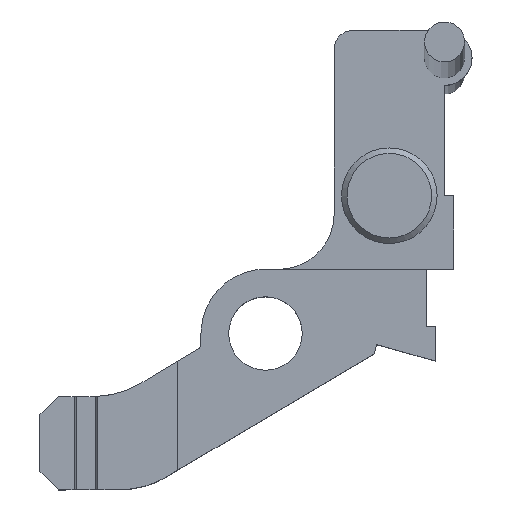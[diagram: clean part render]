
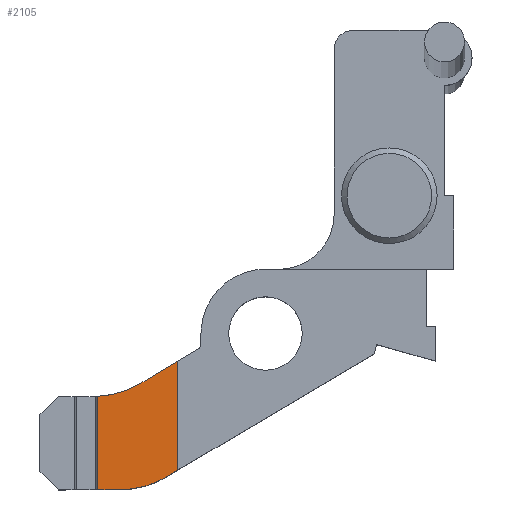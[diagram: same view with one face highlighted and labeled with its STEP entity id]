
A CAD part, top view. The second image highlights one B-rep face of the part: STEP entity #2105.
In plain terms, the highlighted planar face has unit normal (0, 0, 1).
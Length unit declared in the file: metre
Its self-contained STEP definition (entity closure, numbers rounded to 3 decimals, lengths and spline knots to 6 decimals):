
#163 = PLANE('',#164);
#164 = AXIS2_PLACEMENT_3D('',#165,#166,#167);
#165 = CARTESIAN_POINT('',(0.087,0.077,0.));
#166 = DIRECTION('',(0.509,-0.861,0.));
#167 = DIRECTION('',(-0.861,-0.509,0.));
#191 = PLANE('',#192);
#192 = AXIS2_PLACEMENT_3D('',#193,#194,#195);
#193 = CARTESIAN_POINT('',(0.075,0.12,
    0.08));
#194 = DIRECTION('',(-1.,-0.,0.));
#195 = DIRECTION('',(0.,-1.,-0.));
#219 = PLANE('',#220);
#220 = AXIS2_PLACEMENT_3D('',#221,#222,#223);
#221 = CARTESIAN_POINT('',(0.057,0.,0.));
#222 = DIRECTION('',(-0.509,0.861,0.));
#223 = DIRECTION('',(0.861,0.509,0.));
#1008 = EDGE_CURVE('',#1009,#1011,#1013,.T.);
#1009 = VERTEX_POINT('',#1010);
#1010 = CARTESIAN_POINT('',(0.075,0.069896,
    0.08));
#1011 = VERTEX_POINT('',#1012);
#1012 = CARTESIAN_POINT('',(0.054363,0.057679,
    0.08));
#1013 = SURFACE_CURVE('',#1014,(#1018,#1025),.PCURVE_S2.);
#1014 = LINE('',#1015,#1016);
#1015 = CARTESIAN_POINT('',(0.087,0.077,
    0.08));
#1016 = VECTOR('',#1017,1.);
#1017 = DIRECTION('',(-0.861,-0.509,0.));
#1018 = PCURVE('',#163,#1019);
#1019 = DEFINITIONAL_REPRESENTATION('',(#1020),#1024);
#1020 = LINE('',#1021,#1022);
#1021 = CARTESIAN_POINT('',(0.,-0.08));
#1022 = VECTOR('',#1023,1.);
#1023 = DIRECTION('',(1.,-0.));
#1024 = ( GEOMETRIC_REPRESENTATION_CONTEXT(2) 
PARAMETRIC_REPRESENTATION_CONTEXT() REPRESENTATION_CONTEXT('2D SPACE',''
  ) );
#1025 = PCURVE('',#1026,#1031);
#1026 = PLANE('',#1027);
#1027 = AXIS2_PLACEMENT_3D('',#1028,#1029,#1030);
#1028 = CARTESIAN_POINT('',(0.182,0.074,
    0.08));
#1029 = DIRECTION('',(0.,0.,1.));
#1030 = DIRECTION('',(0.861,0.509,0.));
#1031 = DEFINITIONAL_REPRESENTATION('',(#1032),#1036);
#1032 = LINE('',#1033,#1034);
#1033 = CARTESIAN_POINT('',(-0.08,0.051));
#1034 = VECTOR('',#1035,1.);
#1035 = DIRECTION('',(-1.,0.));
#1036 = ( GEOMETRIC_REPRESENTATION_CONTEXT(2) 
PARAMETRIC_REPRESENTATION_CONTEXT() REPRESENTATION_CONTEXT('2D SPACE',''
  ) );
#1054 = CYLINDRICAL_SURFACE('',#1055,0.05);
#1055 = AXIS2_PLACEMENT_3D('',#1056,#1057,#1058);
#1056 = CARTESIAN_POINT('',(0.028892,0.100705,0.));
#1057 = DIRECTION('',(-0.,-0.,-1.));
#1058 = DIRECTION('',(0.509,-0.861,0.));
#1218 = EDGE_CURVE('',#1009,#1219,#1221,.T.);
#1219 = VERTEX_POINT('',#1220);
#1220 = CARTESIAN_POINT('',(0.075,0.010656,
    0.08));
#1221 = SURFACE_CURVE('',#1222,(#1226,#1233),.PCURVE_S2.);
#1222 = LINE('',#1223,#1224);
#1223 = CARTESIAN_POINT('',(0.075,0.12,
    0.08));
#1224 = VECTOR('',#1225,1.);
#1225 = DIRECTION('',(0.,-1.,-0.));
#1226 = PCURVE('',#191,#1227);
#1227 = DEFINITIONAL_REPRESENTATION('',(#1228),#1232);
#1228 = LINE('',#1229,#1230);
#1229 = CARTESIAN_POINT('',(0.,0.));
#1230 = VECTOR('',#1231,1.);
#1231 = DIRECTION('',(1.,0.));
#1232 = ( GEOMETRIC_REPRESENTATION_CONTEXT(2) 
PARAMETRIC_REPRESENTATION_CONTEXT() REPRESENTATION_CONTEXT('2D SPACE',''
  ) );
#1233 = PCURVE('',#1026,#1234);
#1234 = DEFINITIONAL_REPRESENTATION('',(#1235),#1239);
#1235 = LINE('',#1236,#1237);
#1236 = CARTESIAN_POINT('',(-0.069,0.094));
#1237 = VECTOR('',#1238,1.);
#1238 = DIRECTION('',(-0.509,-0.861));
#1239 = ( GEOMETRIC_REPRESENTATION_CONTEXT(2) 
PARAMETRIC_REPRESENTATION_CONTEXT() REPRESENTATION_CONTEXT('2D SPACE',''
  ) );
#1316 = EDGE_CURVE('',#1317,#1219,#1319,.T.);
#1317 = VERTEX_POINT('',#1318);
#1318 = CARTESIAN_POINT('',(0.068781,0.006974,
    0.08));
#1319 = SURFACE_CURVE('',#1320,(#1324,#1331),.PCURVE_S2.);
#1320 = LINE('',#1321,#1322);
#1321 = CARTESIAN_POINT('',(0.057,0.,0.08));
#1322 = VECTOR('',#1323,1.);
#1323 = DIRECTION('',(0.861,0.509,0.));
#1324 = PCURVE('',#219,#1325);
#1325 = DEFINITIONAL_REPRESENTATION('',(#1326),#1330);
#1326 = LINE('',#1327,#1328);
#1327 = CARTESIAN_POINT('',(0.,-0.08));
#1328 = VECTOR('',#1329,1.);
#1329 = DIRECTION('',(1.,0.));
#1330 = ( GEOMETRIC_REPRESENTATION_CONTEXT(2) 
PARAMETRIC_REPRESENTATION_CONTEXT() REPRESENTATION_CONTEXT('2D SPACE',''
  ) );
#1331 = PCURVE('',#1026,#1332);
#1332 = DEFINITIONAL_REPRESENTATION('',(#1333),#1337);
#1333 = LINE('',#1334,#1335);
#1334 = CARTESIAN_POINT('',(-0.145,0.));
#1335 = VECTOR('',#1336,1.);
#1336 = DIRECTION('',(1.,0.));
#1337 = ( GEOMETRIC_REPRESENTATION_CONTEXT(2) 
PARAMETRIC_REPRESENTATION_CONTEXT() REPRESENTATION_CONTEXT('2D SPACE',''
  ) );
#1447 = CYLINDRICAL_SURFACE('',#1448,0.05);
#1448 = AXIS2_PLACEMENT_3D('',#1449,#1450,#1451);
#1449 = CARTESIAN_POINT('',(0.04331,0.05,0.));
#1450 = DIRECTION('',(-0.,-0.,-1.));
#1451 = DIRECTION('',(0.509,-0.861,0.));
#2105 = ADVANCED_FACE('',(#2106),#1026,.T.);
#2106 = FACE_BOUND('',#2107,.T.);
#2107 = EDGE_LOOP('',(#2108,#2138,#2164,#2165,#2166,#2167,#2195));
#2108 = ORIENTED_EDGE('',*,*,#2109,.T.);
#2109 = EDGE_CURVE('',#2110,#2112,#2114,.T.);
#2110 = VERTEX_POINT('',#2111);
#2111 = CARTESIAN_POINT('',(0.031411,0.,0.08));
#2112 = VERTEX_POINT('',#2113);
#2113 = CARTESIAN_POINT('',(0.04331,0.,
    0.08));
#2114 = SURFACE_CURVE('',#2115,(#2119,#2126),.PCURVE_S2.);
#2115 = LINE('',#2116,#2117);
#2116 = CARTESIAN_POINT('',(0.,0.,0.08));
#2117 = VECTOR('',#2118,1.);
#2118 = DIRECTION('',(1.,0.,0.));
#2119 = PCURVE('',#1026,#2120);
#2120 = DEFINITIONAL_REPRESENTATION('',(#2121),#2125);
#2121 = LINE('',#2122,#2123);
#2122 = CARTESIAN_POINT('',(-0.194,0.029));
#2123 = VECTOR('',#2124,1.);
#2124 = DIRECTION('',(0.861,-0.509));
#2125 = ( GEOMETRIC_REPRESENTATION_CONTEXT(2) 
PARAMETRIC_REPRESENTATION_CONTEXT() REPRESENTATION_CONTEXT('2D SPACE',''
  ) );
#2126 = PCURVE('',#2127,#2132);
#2127 = PLANE('',#2128);
#2128 = AXIS2_PLACEMENT_3D('',#2129,#2130,#2131);
#2129 = CARTESIAN_POINT('',(0.,0.,0.));
#2130 = DIRECTION('',(0.,1.,0.));
#2131 = DIRECTION('',(1.,0.,0.));
#2132 = DEFINITIONAL_REPRESENTATION('',(#2133),#2137);
#2133 = LINE('',#2134,#2135);
#2134 = CARTESIAN_POINT('',(0.,-0.08));
#2135 = VECTOR('',#2136,1.);
#2136 = DIRECTION('',(1.,0.));
#2137 = ( GEOMETRIC_REPRESENTATION_CONTEXT(2) 
PARAMETRIC_REPRESENTATION_CONTEXT() REPRESENTATION_CONTEXT('2D SPACE',''
  ) );
#2138 = ORIENTED_EDGE('',*,*,#2139,.F.);
#2139 = EDGE_CURVE('',#1317,#2112,#2140,.T.);
#2140 = SURFACE_CURVE('',#2141,(#2146,#2157),.PCURVE_S2.);
#2141 = CIRCLE('',#2142,0.05);
#2142 = AXIS2_PLACEMENT_3D('',#2143,#2144,#2145);
#2143 = CARTESIAN_POINT('',(0.04331,0.05,
    0.08));
#2144 = DIRECTION('',(-0.,-0.,-1.));
#2145 = DIRECTION('',(0.,-1.,0.));
#2146 = PCURVE('',#1026,#2147);
#2147 = DEFINITIONAL_REPRESENTATION('',(#2148),#2156);
#2148 = ( BOUNDED_CURVE() B_SPLINE_CURVE(2,(#2149,#2150,#2151,#2152,
#2153,#2154,#2155),.UNSPECIFIED.,.F.,.F.) B_SPLINE_CURVE_WITH_KNOTS((1,2
    ,2,2,2,1),(-2.094395,0.,2.094395,4.18879,
6.283185,8.37758),.UNSPECIFIED.) CURVE() 
GEOMETRIC_REPRESENTATION_ITEM() RATIONAL_B_SPLINE_CURVE((1.,0.5,1.,0.5,
1.,0.5,1.)) REPRESENTATION_ITEM('') );
#2149 = CARTESIAN_POINT('',(-0.157,0.007));
#2150 = CARTESIAN_POINT('',(-0.232,0.051));
#2151 = CARTESIAN_POINT('',(-0.156,0.094));
#2152 = CARTESIAN_POINT('',(-0.081,0.136));
#2153 = CARTESIAN_POINT('',(-0.082,0.049));
#2154 = CARTESIAN_POINT('',(-0.083,-0.037));
#2155 = CARTESIAN_POINT('',(-0.157,0.007));
#2156 = ( GEOMETRIC_REPRESENTATION_CONTEXT(2) 
PARAMETRIC_REPRESENTATION_CONTEXT() REPRESENTATION_CONTEXT('2D SPACE',''
  ) );
#2157 = PCURVE('',#1447,#2158);
#2158 = DEFINITIONAL_REPRESENTATION('',(#2159),#2163);
#2159 = LINE('',#2160,#2161);
#2160 = CARTESIAN_POINT('',(-5.749,-0.08));
#2161 = VECTOR('',#2162,1.);
#2162 = DIRECTION('',(1.,-0.));
#2163 = ( GEOMETRIC_REPRESENTATION_CONTEXT(2) 
PARAMETRIC_REPRESENTATION_CONTEXT() REPRESENTATION_CONTEXT('2D SPACE',''
  ) );
#2164 = ORIENTED_EDGE('',*,*,#1316,.T.);
#2165 = ORIENTED_EDGE('',*,*,#1218,.F.);
#2166 = ORIENTED_EDGE('',*,*,#1008,.T.);
#2167 = ORIENTED_EDGE('',*,*,#2168,.T.);
#2168 = EDGE_CURVE('',#1011,#2169,#2171,.T.);
#2169 = VERTEX_POINT('',#2170);
#2170 = CARTESIAN_POINT('',(0.031411,0.050768,
    0.08));
#2171 = SURFACE_CURVE('',#2172,(#2177,#2188),.PCURVE_S2.);
#2172 = CIRCLE('',#2173,0.05);
#2173 = AXIS2_PLACEMENT_3D('',#2174,#2175,#2176);
#2174 = CARTESIAN_POINT('',(0.028892,0.100705,
    0.08));
#2175 = DIRECTION('',(-0.,-0.,-1.));
#2176 = DIRECTION('',(0.,-1.,0.));
#2177 = PCURVE('',#1026,#2178);
#2178 = DEFINITIONAL_REPRESENTATION('',(#2179),#2187);
#2179 = ( BOUNDED_CURVE() B_SPLINE_CURVE(2,(#2180,#2181,#2182,#2183,
#2184,#2185,#2186),.UNSPECIFIED.,.F.,.F.) B_SPLINE_CURVE_WITH_KNOTS((1,2
    ,2,2,2,1),(-2.094395,0.,2.094395,4.18879,
6.283185,8.37758),.UNSPECIFIED.) CURVE() 
GEOMETRIC_REPRESENTATION_ITEM() RATIONAL_B_SPLINE_CURVE((1.,0.5,1.,0.5,
1.,0.5,1.)) REPRESENTATION_ITEM('') );
#2180 = CARTESIAN_POINT('',(-0.144,0.058));
#2181 = CARTESIAN_POINT('',(-0.218,0.102));
#2182 = CARTESIAN_POINT('',(-0.143,0.145));
#2183 = CARTESIAN_POINT('',(-0.067,0.187));
#2184 = CARTESIAN_POINT('',(-0.068,0.1));
#2185 = CARTESIAN_POINT('',(-0.069,0.014));
#2186 = CARTESIAN_POINT('',(-0.144,0.058));
#2187 = ( GEOMETRIC_REPRESENTATION_CONTEXT(2) 
PARAMETRIC_REPRESENTATION_CONTEXT() REPRESENTATION_CONTEXT('2D SPACE',''
  ) );
#2188 = PCURVE('',#1054,#2189);
#2189 = DEFINITIONAL_REPRESENTATION('',(#2190),#2194);
#2190 = LINE('',#2191,#2192);
#2191 = CARTESIAN_POINT('',(-5.749,-0.08));
#2192 = VECTOR('',#2193,1.);
#2193 = DIRECTION('',(1.,-0.));
#2194 = ( GEOMETRIC_REPRESENTATION_CONTEXT(2) 
PARAMETRIC_REPRESENTATION_CONTEXT() REPRESENTATION_CONTEXT('2D SPACE',''
  ) );
#2195 = ORIENTED_EDGE('',*,*,#2196,.T.);
#2196 = EDGE_CURVE('',#2169,#2110,#2197,.T.);
#2197 = SURFACE_CURVE('',#2198,(#2202,#2209),.PCURVE_S2.);
#2198 = LINE('',#2199,#2200);
#2199 = CARTESIAN_POINT('',(0.031411,0.0645,
    0.08));
#2200 = VECTOR('',#2201,1.);
#2201 = DIRECTION('',(-0.,-1.,0.));
#2202 = PCURVE('',#1026,#2203);
#2203 = DEFINITIONAL_REPRESENTATION('',(#2204),#2208);
#2204 = LINE('',#2205,#2206);
#2205 = CARTESIAN_POINT('',(-0.134,0.069));
#2206 = VECTOR('',#2207,1.);
#2207 = DIRECTION('',(-0.509,-0.861));
#2208 = ( GEOMETRIC_REPRESENTATION_CONTEXT(2) 
PARAMETRIC_REPRESENTATION_CONTEXT() REPRESENTATION_CONTEXT('2D SPACE',''
  ) );
#2209 = PCURVE('',#2210,#2215);
#2210 = PLANE('',#2211);
#2211 = AXIS2_PLACEMENT_3D('',#2212,#2213,#2214);
#2212 = CARTESIAN_POINT('',(0.031389,0.055,
    0.079878));
#2213 = DIRECTION('',(-0.985,0.,0.174));
#2214 = DIRECTION('',(0.,-1.,0.));
#2215 = DEFINITIONAL_REPRESENTATION('',(#2216),#2220);
#2216 = LINE('',#2217,#2218);
#2217 = CARTESIAN_POINT('',(-0.01,0.));
#2218 = VECTOR('',#2219,1.);
#2219 = DIRECTION('',(1.,0.));
#2220 = ( GEOMETRIC_REPRESENTATION_CONTEXT(2) 
PARAMETRIC_REPRESENTATION_CONTEXT() REPRESENTATION_CONTEXT('2D SPACE',''
  ) );
